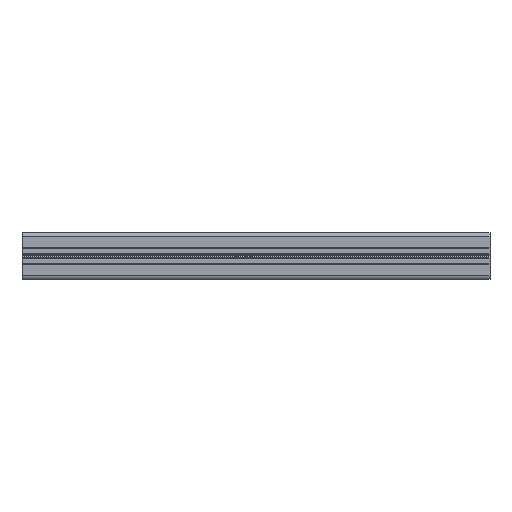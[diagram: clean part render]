
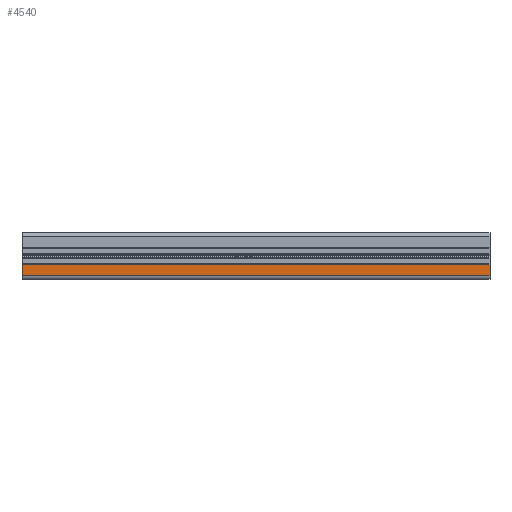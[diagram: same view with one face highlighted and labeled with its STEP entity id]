
A CAD part, left-side view. The second image highlights one B-rep face of the part: STEP entity #4540.
In plain terms, the highlighted planar face has unit normal (-1, 0, 0).
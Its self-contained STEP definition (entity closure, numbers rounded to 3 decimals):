
#55 = EDGE_CURVE ( 'NONE', #2369, #1810, #242, .T. ) ;
#88 = DIRECTION ( 'NONE',  ( -1., 0., 0. ) ) ;
#242 = LINE ( 'NONE', #2202, #1314 ) ;
#422 = CARTESIAN_POINT ( 'NONE',  ( -10., 0., -3.7 ) ) ;
#519 = PLANE ( 'NONE',  #4285 ) ;
#577 = ORIENTED_EDGE ( 'NONE', *, *, #2224, .T. ) ;
#785 = CARTESIAN_POINT ( 'NONE',  ( -10., 0., -8.5 ) ) ;
#955 = FACE_OUTER_BOUND ( 'NONE', #5324, .T. ) ;
#1265 = CARTESIAN_POINT ( 'NONE',  ( -10., 200., -8.5 ) ) ;
#1314 = VECTOR ( 'NONE', #4186, 1000. ) ;
#1375 = DIRECTION ( 'NONE',  ( 0., 0., 1. ) ) ;
#1810 = VERTEX_POINT ( 'NONE', #1265 ) ;
#1837 = EDGE_CURVE ( 'NONE', #1810, #5990, #3902, .T. ) ;
#2005 = DIRECTION ( 'NONE',  ( 0., 0., 1. ) ) ;
#2202 = CARTESIAN_POINT ( 'NONE',  ( -10., 200., -8.5 ) ) ;
#2224 = EDGE_CURVE ( 'NONE', #3022, #2369, #3300, .T. ) ;
#2309 = CARTESIAN_POINT ( 'NONE',  ( -10., 0., -3.7 ) ) ;
#2369 = VERTEX_POINT ( 'NONE', #3334 ) ;
#2432 = ORIENTED_EDGE ( 'NONE', *, *, #1837, .T. ) ;
#3014 = ORIENTED_EDGE ( 'NONE', *, *, #55, .T. ) ;
#3022 = VERTEX_POINT ( 'NONE', #422 ) ;
#3280 = CARTESIAN_POINT ( 'NONE',  ( -10., 0., -8.5 ) ) ;
#3300 = LINE ( 'NONE', #2309, #5497 ) ;
#3334 = CARTESIAN_POINT ( 'NONE',  ( -10., 200., -3.7 ) ) ;
#3398 = VECTOR ( 'NONE', #1375, 1000. ) ;
#3472 = LINE ( 'NONE', #785, #3398 ) ;
#3902 = LINE ( 'NONE', #3280, #5047 ) ;
#3936 = CARTESIAN_POINT ( 'NONE',  ( -10., 0., -8.5 ) ) ;
#4186 = DIRECTION ( 'NONE',  ( 0., 0., -1. ) ) ;
#4285 = AXIS2_PLACEMENT_3D ( 'NONE', #3936, #88, #2005 ) ;
#4343 = DIRECTION ( 'NONE',  ( 0., -1., 0. ) ) ;
#4540 = ADVANCED_FACE ( 'NONE', ( #955 ), #519, .T. ) ;
#4614 = ORIENTED_EDGE ( 'NONE', *, *, #5550, .T. ) ;
#5047 = VECTOR ( 'NONE', #4343, 1000. ) ;
#5324 = EDGE_LOOP ( 'NONE', ( #4614, #577, #3014, #2432 ) ) ;
#5497 = VECTOR ( 'NONE', #6166, 1000. ) ;
#5550 = EDGE_CURVE ( 'NONE', #5990, #3022, #3472, .T. ) ;
#5990 = VERTEX_POINT ( 'NONE', #6073 ) ;
#6073 = CARTESIAN_POINT ( 'NONE',  ( -10., 0., -8.5 ) ) ;
#6166 = DIRECTION ( 'NONE',  ( 0., 1., 0. ) ) ;
